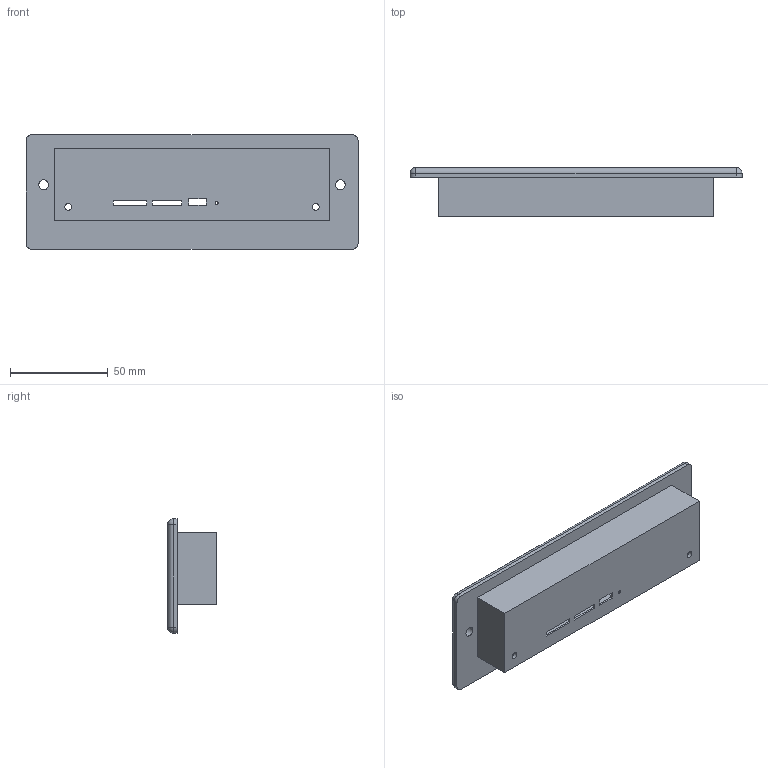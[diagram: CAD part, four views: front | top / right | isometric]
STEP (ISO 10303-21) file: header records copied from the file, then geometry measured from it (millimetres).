
FILE_DESCRIPTION(/* description */ (''),/* implementation_level */ '2;1');
FILE_NAME(/* name */ 'Step''s/1-Squire Slide tray end cover v6.step',/* time_stamp */ '2019-10-20T17:01:21-04:00',/* author */ (''),/* organization */ (''),/* preprocessor_version */ 'ST-DEVELOPER v18',/* originating_system */ 'Autodesk Translation Framework v8.6.0.1094',/* authorisation */ '');
FILE_SCHEMA (('AUTOMOTIVE_DESIGN { 1 0 10303 214 3 1 1 }'));
Length unit declared in the file: millimetre
Products named in the file (2): 1-Squire Slide tray end cover; 1-slide tray end cover squire v1
Assembly tree (1 placements, depth 2):
  1-Squire Slide tray end cover
    1-slide tray end cover squire v1
Bounding box: 169.6 x 24.9 x 58.4 mm (x, y, z)
Volume: 76967.5 mm3; surface area: 36049.6 mm2
Topology: 1 solids, 2 shells, 77 faces, 182 edges, 112 vertices
Faces by surface type: plane 37, cylinder 28, bspline 8, sphere 4
Full cylindrical faces by diameter (mm): 1.5 x1, 3.5 x2, 5 x2
Entity records: 2524 total; most frequent: CARTESIAN_POINT 681, ORIENTED_EDGE 364, DIRECTION 354, EDGE_CURVE 182, LINE 120, VECTOR 120, AXIS2_PLACEMENT_3D 117, VERTEX_POINT 112
